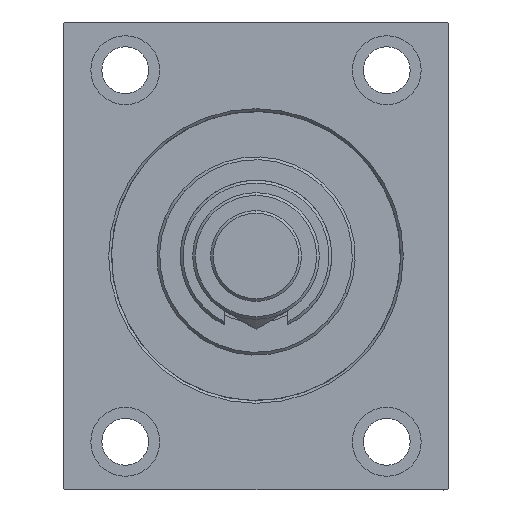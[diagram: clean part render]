
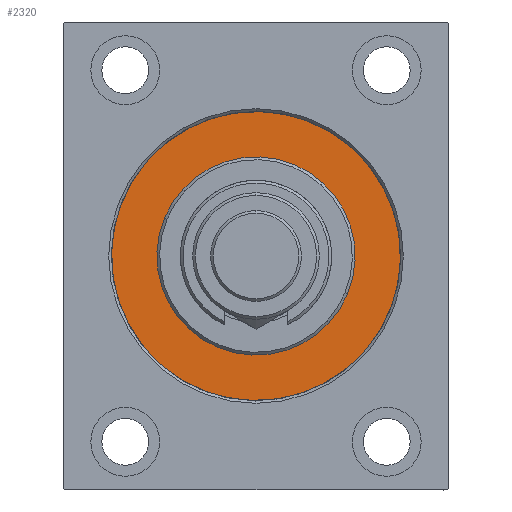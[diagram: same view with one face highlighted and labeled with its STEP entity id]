
A CAD part, left-side view. The second image highlights one B-rep face of the part: STEP entity #2320.
In plain terms, the highlighted face is planar.
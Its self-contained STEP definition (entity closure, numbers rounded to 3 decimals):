
#1293 = CARTESIAN_POINT ( 'NONE',  ( 0., 0., 0. ) ) ;
#1410 = CARTESIAN_POINT ( 'NONE',  ( 0., 0., 0. ) ) ;
#2320 = ADVANCED_FACE ( 'NONE', ( #46681, #13832 ), #28469, .F. ) ;
#2985 = AXIS2_PLACEMENT_3D ( 'NONE', #35182, #10248, #16723 ) ;
#5360 = DIRECTION ( 'NONE',  ( 1., 0., 0. ) ) ;
#6751 = CIRCLE ( 'NONE', #14419, 52.5 ) ;
#9419 = VERTEX_POINT ( 'NONE', #43776 ) ;
#10248 = DIRECTION ( 'NONE',  ( -1., 0., 0. ) ) ;
#11531 = ORIENTED_EDGE ( 'NONE', *, *, #24057, .F. ) ;
#13795 = CIRCLE ( 'NONE', #17619, 36. ) ;
#13832 = FACE_OUTER_BOUND ( 'NONE', #16902, .T. ) ;
#14419 = AXIS2_PLACEMENT_3D ( 'NONE', #42785, #28887, #21443 ) ;
#14541 = CARTESIAN_POINT ( 'NONE',  ( 0., 0., 52.5 ) ) ;
#16723 = DIRECTION ( 'NONE',  ( 0., 0., 1. ) ) ;
#16902 = EDGE_LOOP ( 'NONE', ( #28739, #11531 ) ) ;
#17294 = EDGE_LOOP ( 'NONE', ( #25039, #20970 ) ) ;
#17619 = AXIS2_PLACEMENT_3D ( 'NONE', #1293, #5360, #45857 ) ;
#20850 = CIRCLE ( 'NONE', #27756, 52.5 ) ;
#20970 = ORIENTED_EDGE ( 'NONE', *, *, #32982, .F. ) ;
#21443 = DIRECTION ( 'NONE',  ( 0., 0., 1. ) ) ;
#21776 = CARTESIAN_POINT ( 'NONE',  ( 0., 0., -52.5 ) ) ;
#23768 = CARTESIAN_POINT ( 'NONE',  ( 0., 0., -36. ) ) ;
#24057 = EDGE_CURVE ( 'NONE', #31265, #44946, #6751, .T. ) ;
#24257 = VERTEX_POINT ( 'NONE', #23768 ) ;
#25039 = ORIENTED_EDGE ( 'NONE', *, *, #43623, .F. ) ;
#25185 = CARTESIAN_POINT ( 'NONE',  ( 0., 0., 0. ) ) ;
#26266 = CIRCLE ( 'NONE', #46178, 36. ) ;
#27756 = AXIS2_PLACEMENT_3D ( 'NONE', #1410, #38078, #34237 ) ;
#28469 = PLANE ( 'NONE',  #2985 ) ;
#28739 = ORIENTED_EDGE ( 'NONE', *, *, #37705, .F. ) ;
#28887 = DIRECTION ( 'NONE',  ( -1., 0., 0. ) ) ;
#31265 = VERTEX_POINT ( 'NONE', #14541 ) ;
#32982 = EDGE_CURVE ( 'NONE', #24257, #9419, #13795, .T. ) ;
#34237 = DIRECTION ( 'NONE',  ( 0., 0., 1. ) ) ;
#35182 = CARTESIAN_POINT ( 'NONE',  ( 0., 0., 0. ) ) ;
#37705 = EDGE_CURVE ( 'NONE', #44946, #31265, #20850, .T. ) ;
#38078 = DIRECTION ( 'NONE',  ( -1., 0., 0. ) ) ;
#39088 = DIRECTION ( 'NONE',  ( 1., 0., 0. ) ) ;
#39794 = DIRECTION ( 'NONE',  ( 0., 0., -1. ) ) ;
#42785 = CARTESIAN_POINT ( 'NONE',  ( 0., 0., 0. ) ) ;
#43623 = EDGE_CURVE ( 'NONE', #9419, #24257, #26266, .T. ) ;
#43776 = CARTESIAN_POINT ( 'NONE',  ( 0., 0., 36. ) ) ;
#44946 = VERTEX_POINT ( 'NONE', #21776 ) ;
#45857 = DIRECTION ( 'NONE',  ( 0., 0., -1. ) ) ;
#46178 = AXIS2_PLACEMENT_3D ( 'NONE', #25185, #39088, #39794 ) ;
#46681 = FACE_BOUND ( 'NONE', #17294, .T. ) ;
